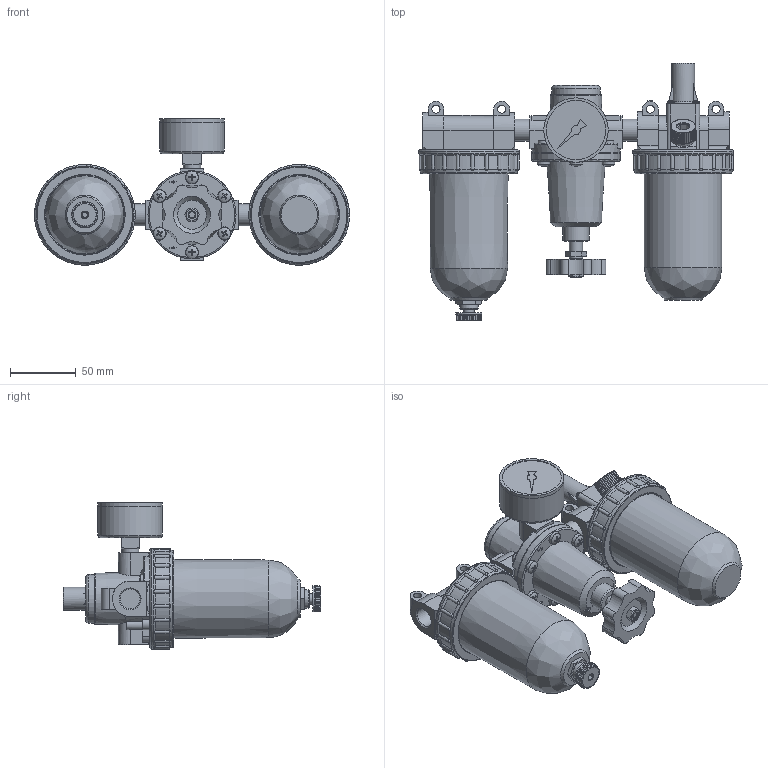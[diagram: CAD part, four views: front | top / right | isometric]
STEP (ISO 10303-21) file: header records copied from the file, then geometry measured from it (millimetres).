
FILE_DESCRIPTION( ( 'STEP AP203' ), ' ' );
FILE_NAME( '9.3022.00.155.0V.stp', '2017-04-18T09:35:46', ( '' ), ( '' ), ' ', 'PARTsolutions', ' ' );
FILE_SCHEMA( ( 'CONFIG_CONTROL_DESIGN' ) );
Length unit declared in the file: millimetre
Products named in the file (8): 9.3022.00.155.0V; _650 B/K-1; _650 B/K0-3; _637.35 A(01)-1; _637.35 A-2; _750 K-1; _750 K-2; _252.03
Assembly tree (8 placements, depth 2):
  9.3022.00.155.0V
    _650 B/K-1
    _650 B/K0-3
    _637.35 A(01)-1
    _637.35 A-2
    _750 K-1
    _750 K-2
    _252.03  x2
Bounding box: 239.6 x 196 x 111.3 mm (x, y, z)
Volume: 1029672.8 mm3; surface area: 139397.9 mm2
Topology: 8 solids, 8 shells, 1032 faces, 2850 edges, 1852 vertices
Faces by surface type: plane 483, cylinder 326, cone 130, sphere 53, torus 38, bspline 2
Full cylindrical faces by diameter (mm): 3 x1, 4 x1, 4.134 x10, 4.917 x1, 5.1 x1, 6 x1, 6.2 x4, 8 x1, 9 x2, 9.2 x1, 10 x5, 11.445 x1, 13.157 x1, 13.9 x1, 14 x1, 14.95 x6, 16.662 x2, 17.5 x1, 19 x1, 20 x2, 37 x1, 45 x1, 48.96 x1, 49 x2, 59 x1, 67 x2, 76.6 x2
Entity records: 33592 total; most frequent: CARTESIAN_POINT 8655, DIRECTION 5143, ORIENTED_EDGE 5038, EDGE_CURVE 2519, AXIS2_PLACEMENT_3D 2026, VERTEX_POINT 1746, EDGE_LOOP 1235, FACE_OUTER_BOUND 1104
